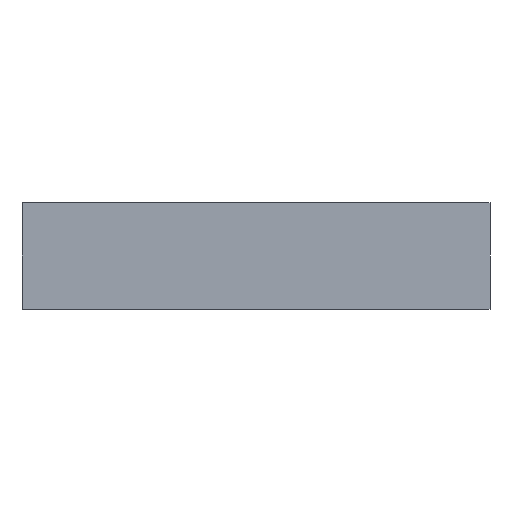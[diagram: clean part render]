
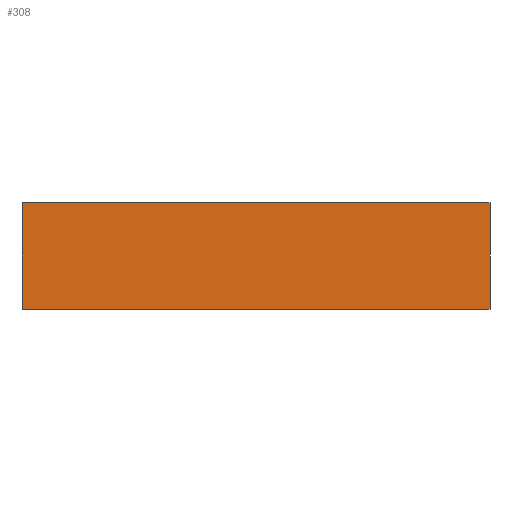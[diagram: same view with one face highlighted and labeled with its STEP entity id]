
A CAD part, left-side view. The second image highlights one B-rep face of the part: STEP entity #308.
In plain terms, the highlighted planar face has unit normal (-1, 0, 0).
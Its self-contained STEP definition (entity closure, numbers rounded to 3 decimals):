
#18=FACE_OUTER_BOUND('',#36,.T.);
#36=EDGE_LOOP('',(#220,#221,#222,#223));
#56=LINE('',#449,#98);
#64=LINE('',#464,#106);
#65=LINE('',#467,#107);
#66=LINE('',#468,#108);
#98=VECTOR('',#366,10.);
#106=VECTOR('',#376,10.);
#107=VECTOR('',#379,10.);
#108=VECTOR('',#380,10.);
#139=VERTEX_POINT('',#446);
#140=VERTEX_POINT('',#448);
#146=VERTEX_POINT('',#462);
#147=VERTEX_POINT('',#466);
#166=EDGE_CURVE('',#139,#140,#56,.T.);
#174=EDGE_CURVE('',#139,#146,#64,.T.);
#175=EDGE_CURVE('',#147,#146,#65,.T.);
#176=EDGE_CURVE('',#140,#147,#66,.T.);
#220=ORIENTED_EDGE('',*,*,#166,.F.);
#221=ORIENTED_EDGE('',*,*,#174,.T.);
#222=ORIENTED_EDGE('',*,*,#175,.F.);
#223=ORIENTED_EDGE('',*,*,#176,.F.);
#290=PLANE('',#340);
#308=ADVANCED_FACE('',(#18),#290,.T.);
#340=AXIS2_PLACEMENT_3D('',#465,#377,#378);
#366=DIRECTION('',(0.,1.,0.));
#376=DIRECTION('',(0.,0.,1.));
#377=DIRECTION('center_axis',(-1.,0.,0.));
#378=DIRECTION('ref_axis',(0.,-1.,0.));
#379=DIRECTION('',(0.,-1.,0.));
#380=DIRECTION('',(0.,0.,1.));
#446=CARTESIAN_POINT('',(0.,0.,0.));
#448=CARTESIAN_POINT('',(0.,70.,0.));
#449=CARTESIAN_POINT('',(0.,0.,0.));
#462=CARTESIAN_POINT('',(0.,0.,16.));
#464=CARTESIAN_POINT('',(0.,0.,0.));
#465=CARTESIAN_POINT('Origin',(0.,70.,0.));
#466=CARTESIAN_POINT('',(0.,70.,16.));
#467=CARTESIAN_POINT('',(0.,0.,16.));
#468=CARTESIAN_POINT('',(0.,70.,0.));
